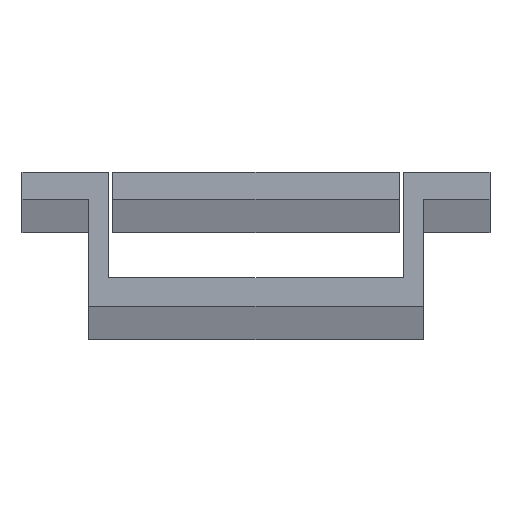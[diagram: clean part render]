
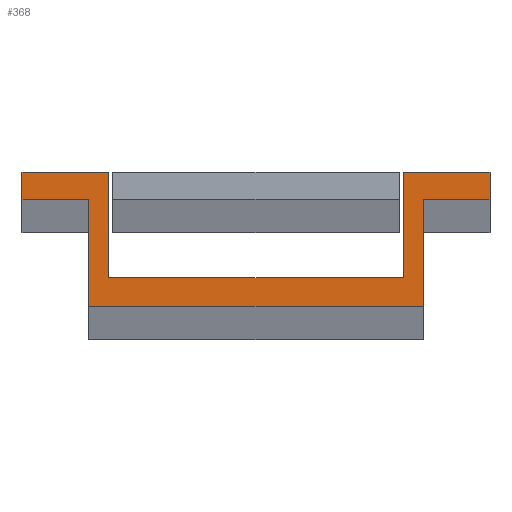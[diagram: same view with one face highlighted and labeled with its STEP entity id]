
A CAD part, top view. The second image highlights one B-rep face of the part: STEP entity #368.
In plain terms, the highlighted planar face has unit normal (0, 0, 1).
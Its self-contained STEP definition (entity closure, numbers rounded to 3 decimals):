
#36=FACE_OUTER_BOUND('',#56,.T.);
#56=EDGE_LOOP('',(#317,#318,#319,#320,#321,#322,#323,#324,#325,#326,#327,
#328));
#72=LINE('',#529,#120);
#76=LINE('',#538,#124);
#79=LINE('',#544,#127);
#82=LINE('',#550,#130);
#84=LINE('',#553,#132);
#93=LINE('',#572,#141);
#95=LINE('',#575,#143);
#96=LINE('',#578,#144);
#98=LINE('',#582,#146);
#100=LINE('',#586,#148);
#102=LINE('',#590,#150);
#104=LINE('',#593,#152);
#120=VECTOR('',#435,10.);
#124=VECTOR('',#441,10.);
#127=VECTOR('',#446,10.);
#130=VECTOR('',#451,10.);
#132=VECTOR('',#455,10.);
#141=VECTOR('',#468,10.);
#143=VECTOR('',#472,10.);
#144=VECTOR('',#475,10.);
#146=VECTOR('',#479,10.);
#148=VECTOR('',#483,10.);
#150=VECTOR('',#487,10.);
#152=VECTOR('',#491,10.);
#161=VERTEX_POINT('',#522);
#164=VERTEX_POINT('',#527);
#166=VERTEX_POINT('',#532);
#168=VERTEX_POINT('',#536);
#170=VERTEX_POINT('',#542);
#172=VERTEX_POINT('',#548);
#179=VERTEX_POINT('',#569);
#180=VERTEX_POINT('',#571);
#181=VERTEX_POINT('',#577);
#182=VERTEX_POINT('',#581);
#183=VERTEX_POINT('',#585);
#184=VERTEX_POINT('',#589);
#200=EDGE_CURVE('',#164,#161,#72,.T.);
#204=EDGE_CURVE('',#168,#166,#76,.T.);
#207=EDGE_CURVE('',#170,#168,#79,.T.);
#210=EDGE_CURVE('',#172,#170,#82,.T.);
#212=EDGE_CURVE('',#161,#172,#84,.T.);
#221=EDGE_CURVE('',#180,#179,#93,.T.);
#223=EDGE_CURVE('',#180,#164,#95,.T.);
#224=EDGE_CURVE('',#181,#166,#96,.T.);
#226=EDGE_CURVE('',#182,#181,#98,.T.);
#228=EDGE_CURVE('',#183,#182,#100,.T.);
#230=EDGE_CURVE('',#184,#183,#102,.T.);
#232=EDGE_CURVE('',#179,#184,#104,.T.);
#317=ORIENTED_EDGE('',*,*,#232,.T.);
#318=ORIENTED_EDGE('',*,*,#230,.T.);
#319=ORIENTED_EDGE('',*,*,#228,.T.);
#320=ORIENTED_EDGE('',*,*,#226,.T.);
#321=ORIENTED_EDGE('',*,*,#224,.T.);
#322=ORIENTED_EDGE('',*,*,#204,.F.);
#323=ORIENTED_EDGE('',*,*,#207,.F.);
#324=ORIENTED_EDGE('',*,*,#210,.F.);
#325=ORIENTED_EDGE('',*,*,#212,.F.);
#326=ORIENTED_EDGE('',*,*,#200,.F.);
#327=ORIENTED_EDGE('',*,*,#223,.F.);
#328=ORIENTED_EDGE('',*,*,#221,.T.);
#348=PLANE('',#403);
#368=ADVANCED_FACE('',(#36),#348,.T.);
#403=AXIS2_PLACEMENT_3D('',#594,#492,#493);
#435=DIRECTION('',(0.,1.,0.));
#441=DIRECTION('',(0.,-1.,0.));
#446=DIRECTION('',(-1.,0.,0.));
#451=DIRECTION('',(0.,-1.,0.));
#455=DIRECTION('',(1.,0.,0.));
#468=DIRECTION('',(0.,1.,0.));
#472=DIRECTION('',(1.,0.,0.));
#475=DIRECTION('',(1.,0.,0.));
#479=DIRECTION('',(0.,-1.,0.));
#483=DIRECTION('',(1.,0.,0.));
#487=DIRECTION('',(0.,-1.,0.));
#491=DIRECTION('',(-1.,0.,0.));
#492=DIRECTION('center_axis',(0.,0.,1.));
#493=DIRECTION('ref_axis',(1.,0.,0.));
#522=CARTESIAN_POINT('',(7.7,1.4,500.));
#527=CARTESIAN_POINT('',(7.7,-4.1,500.));
#529=CARTESIAN_POINT('',(7.7,-4.1,500.));
#532=CARTESIAN_POINT('',(8.75,-5.6,500.));
#536=CARTESIAN_POINT('',(8.75,0.,500.));
#538=CARTESIAN_POINT('',(8.75,0.,500.));
#542=CARTESIAN_POINT('',(12.25,0.,500.));
#544=CARTESIAN_POINT('',(12.25,0.,500.));
#548=CARTESIAN_POINT('',(12.25,1.4,500.));
#550=CARTESIAN_POINT('',(12.25,1.4,500.));
#553=CARTESIAN_POINT('',(7.7,1.4,500.));
#569=CARTESIAN_POINT('',(-7.7,1.4,500.));
#571=CARTESIAN_POINT('',(-7.7,-4.1,500.));
#572=CARTESIAN_POINT('',(-7.7,-4.1,500.));
#575=CARTESIAN_POINT('',(0.,-4.1,500.));
#577=CARTESIAN_POINT('',(-8.75,-5.6,500.));
#578=CARTESIAN_POINT('',(-8.75,-5.6,500.));
#581=CARTESIAN_POINT('',(-8.75,0.,500.));
#582=CARTESIAN_POINT('',(-8.75,0.,500.));
#585=CARTESIAN_POINT('',(-12.25,0.,500.));
#586=CARTESIAN_POINT('',(-12.25,0.,500.));
#589=CARTESIAN_POINT('',(-12.25,1.4,500.));
#590=CARTESIAN_POINT('',(-12.25,1.4,500.));
#593=CARTESIAN_POINT('',(-7.7,1.4,500.));
#594=CARTESIAN_POINT('Origin',(-6.125,-2.1,500.));
